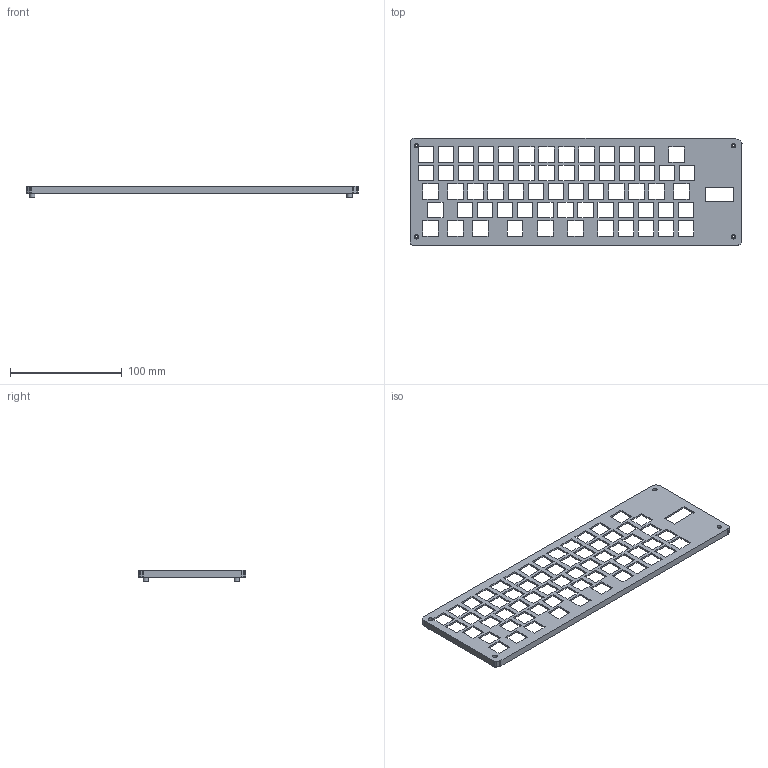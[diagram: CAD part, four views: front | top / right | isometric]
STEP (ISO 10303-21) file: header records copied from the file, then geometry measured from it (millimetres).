
FILE_DESCRIPTION(('Designed by EasyEDA Pro'),'2;1');
FILE_NAME('Open CASCADE Shape Model','2025-07-30T22:39:48',('Author'),( 'Open CASCADE'),'Open CASCADE STEP processor 7.8','Open CASCADE 7.8' ,'Unknown');
FILE_SCHEMA(('AUTOMOTIVE_DESIGN { 1 0 10303 214 1 1 1 1 }'));
Products named in the file (1): Open CASCADE STEP translator 7.8 1
Bounding box: 297.2 x 96.62 x 10 mm (x, y, z)
Volume: 29728.4 mm3; surface area: 46393.4 mm2
Topology: 1 solids, 1 shells, 421 faces, 1231 edges, 821 vertices
Faces by surface type: bspline 421
Entity records: 46629 total; most frequent: CARTESIAN_POINT 30344, B_SPLINE_CURVE_WITH_KNOTS 3637, ORIENTED_EDGE 2462, PCURVE 2462, DEFINITIONAL_REPRESENTATION 2462, EDGE_CURVE 1231, SURFACE_CURVE 1218, VERTEX_POINT 821
